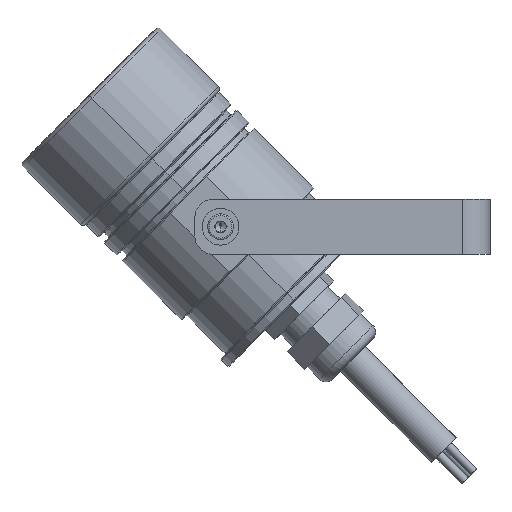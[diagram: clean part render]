
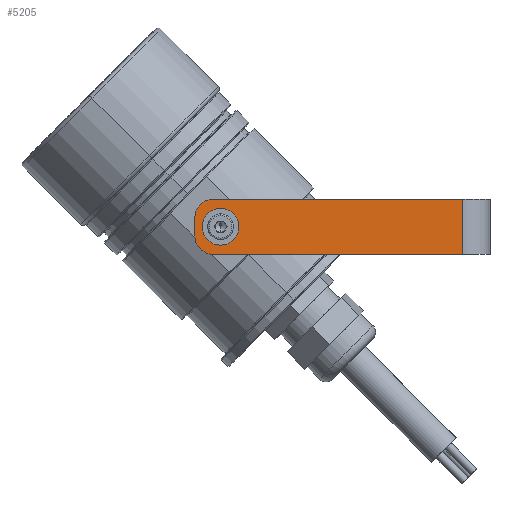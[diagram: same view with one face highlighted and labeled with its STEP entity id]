
A CAD part, left-side view. The second image highlights one B-rep face of the part: STEP entity #5205.
In plain terms, the highlighted planar face has unit normal (-1, 0, 0).
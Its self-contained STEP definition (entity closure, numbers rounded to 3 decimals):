
#289 = LINE ( 'NONE', #8509, #8101 ) ;
#710 = CIRCLE ( 'NONE', #11174, 2.1 ) ;
#729 = CARTESIAN_POINT ( 'NONE',  ( -27.788, 72.288, -7.5 ) ) ;
#898 = VERTEX_POINT ( 'NONE', #12178 ) ;
#1291 = ORIENTED_EDGE ( 'NONE', *, *, #11023, .F. ) ;
#1382 = AXIS2_PLACEMENT_3D ( 'NONE', #12313, #10406, #4256 ) ;
#1414 = CARTESIAN_POINT ( 'NONE',  ( -27.788, 70.288, 0. ) ) ;
#2110 = VERTEX_POINT ( 'NONE', #8384 ) ;
#2459 = DIRECTION ( 'NONE',  ( 0., 1., 0. ) ) ;
#2889 = VERTEX_POINT ( 'NONE', #11303 ) ;
#2976 = DIRECTION ( 'NONE',  ( 1., 0., 0. ) ) ;
#3048 = CARTESIAN_POINT ( 'NONE',  ( -27.788, 70.288, 0. ) ) ;
#3325 = FACE_OUTER_BOUND ( 'NONE', #5156, .T. ) ;
#3430 = VERTEX_POINT ( 'NONE', #729 ) ;
#3972 = EDGE_CURVE ( 'NONE', #5609, #2110, #710, .T. ) ;
#3974 = VECTOR ( 'NONE', #7823, 1000. ) ;
#4162 = EDGE_CURVE ( 'NONE', #3430, #2889, #6051, .T. ) ;
#4256 = DIRECTION ( 'NONE',  ( 0., 1., 0. ) ) ;
#4355 = ORIENTED_EDGE ( 'NONE', *, *, #3972, .F. ) ;
#4686 = CARTESIAN_POINT ( 'NONE',  ( -27.788, 4.5, -7.5 ) ) ;
#5101 = CARTESIAN_POINT ( 'NONE',  ( -27.788, -25.212, -7.5 ) ) ;
#5126 = PLANE ( 'NONE',  #1382 ) ;
#5156 = EDGE_LOOP ( 'NONE', ( #11447, #11396, #1291, #8729, #8847, #8849 ) ) ;
#5204 = CARTESIAN_POINT ( 'NONE',  ( -27.788, 72.288, 2.5 ) ) ;
#5205 = ADVANCED_FACE ( 'NONE', ( #12784, #3325 ), #5126, .F. ) ;
#5371 = CARTESIAN_POINT ( 'NONE',  ( -27.788, 4.5, 7.5 ) ) ;
#5609 = VERTEX_POINT ( 'NONE', #8052 ) ;
#6051 = CIRCLE ( 'NONE', #11590, 5. ) ;
#6117 = EDGE_CURVE ( 'NONE', #2110, #5609, #12818, .T. ) ;
#6181 = EDGE_CURVE ( 'NONE', #10041, #898, #11059, .T. ) ;
#6428 = VERTEX_POINT ( 'NONE', #5371 ) ;
#6960 = DIRECTION ( 'NONE',  ( 0., -1., 0. ) ) ;
#6985 = VERTEX_POINT ( 'NONE', #4686 ) ;
#7470 = CARTESIAN_POINT ( 'NONE',  ( -27.788, 77.288, 2.5 ) ) ;
#7486 = EDGE_LOOP ( 'NONE', ( #9690, #4355 ) ) ;
#7502 = CARTESIAN_POINT ( 'NONE',  ( -27.788, 4.5, 17.967 ) ) ;
#7567 = VECTOR ( 'NONE', #9526, 1000. ) ;
#7619 = EDGE_CURVE ( 'NONE', #6428, #6985, #12141, .T. ) ;
#7823 = DIRECTION ( 'NONE',  ( 0., 0., -1. ) ) ;
#7936 = CARTESIAN_POINT ( 'NONE',  ( -27.788, -25.212, 7.5 ) ) ;
#8052 = CARTESIAN_POINT ( 'NONE',  ( -27.788, 68.188, 0. ) ) ;
#8088 = DIRECTION ( 'NONE',  ( -1., 0., 0. ) ) ;
#8101 = VECTOR ( 'NONE', #8392, 1000. ) ;
#8181 = DIRECTION ( 'NONE',  ( 0., 1., 0. ) ) ;
#8384 = CARTESIAN_POINT ( 'NONE',  ( -27.788, 72.388, 0. ) ) ;
#8392 = DIRECTION ( 'NONE',  ( 0., 0., 1. ) ) ;
#8509 = CARTESIAN_POINT ( 'NONE',  ( -27.788, 77.288, 0. ) ) ;
#8569 = DIRECTION ( 'NONE',  ( -1., 0., 0. ) ) ;
#8729 = ORIENTED_EDGE ( 'NONE', *, *, #4162, .F. ) ;
#8847 = ORIENTED_EDGE ( 'NONE', *, *, #9517, .F. ) ;
#8849 = ORIENTED_EDGE ( 'NONE', *, *, #7619, .F. ) ;
#9185 = LINE ( 'NONE', #7936, #11547 ) ;
#9292 = AXIS2_PLACEMENT_3D ( 'NONE', #5204, #12392, #12342 ) ;
#9517 = EDGE_CURVE ( 'NONE', #6985, #3430, #9657, .T. ) ;
#9526 = DIRECTION ( 'NONE',  ( 0., 1., 0. ) ) ;
#9657 = LINE ( 'NONE', #5101, #7567 ) ;
#9690 = ORIENTED_EDGE ( 'NONE', *, *, #6117, .F. ) ;
#9751 = EDGE_CURVE ( 'NONE', #898, #6428, #9185, .T. ) ;
#10041 = VERTEX_POINT ( 'NONE', #7470 ) ;
#10329 = AXIS2_PLACEMENT_3D ( 'NONE', #3048, #8088, #8181 ) ;
#10406 = DIRECTION ( 'NONE',  ( 1., 0., 0. ) ) ;
#11023 = EDGE_CURVE ( 'NONE', #2889, #10041, #289, .T. ) ;
#11059 = CIRCLE ( 'NONE', #9292, 5. ) ;
#11174 = AXIS2_PLACEMENT_3D ( 'NONE', #1414, #8569, #2459 ) ;
#11303 = CARTESIAN_POINT ( 'NONE',  ( -27.788, 77.288, -2.5 ) ) ;
#11396 = ORIENTED_EDGE ( 'NONE', *, *, #6181, .F. ) ;
#11447 = ORIENTED_EDGE ( 'NONE', *, *, #9751, .F. ) ;
#11547 = VECTOR ( 'NONE', #6960, 1000. ) ;
#11590 = AXIS2_PLACEMENT_3D ( 'NONE', #12225, #2976, #12143 ) ;
#12141 = LINE ( 'NONE', #7502, #3974 ) ;
#12143 = DIRECTION ( 'NONE',  ( 0., 1., 0. ) ) ;
#12178 = CARTESIAN_POINT ( 'NONE',  ( -27.788, 72.288, 7.5 ) ) ;
#12225 = CARTESIAN_POINT ( 'NONE',  ( -27.788, 72.288, -2.5 ) ) ;
#12313 = CARTESIAN_POINT ( 'NONE',  ( -27.788, -25.212, 0. ) ) ;
#12342 = DIRECTION ( 'NONE',  ( 0., 1., 0. ) ) ;
#12392 = DIRECTION ( 'NONE',  ( 1., 0., 0. ) ) ;
#12784 = FACE_BOUND ( 'NONE', #7486, .T. ) ;
#12818 = CIRCLE ( 'NONE', #10329, 2.1 ) ;
